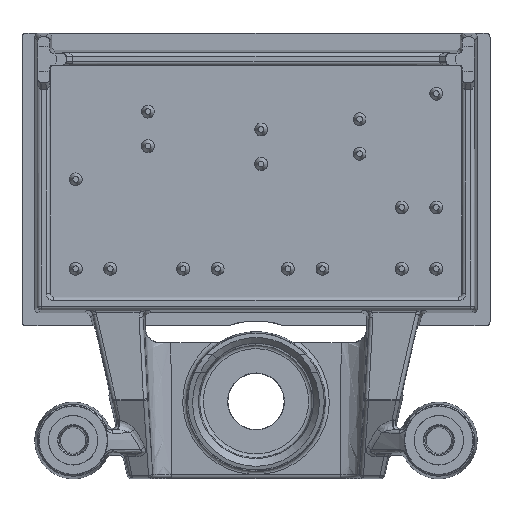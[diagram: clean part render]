
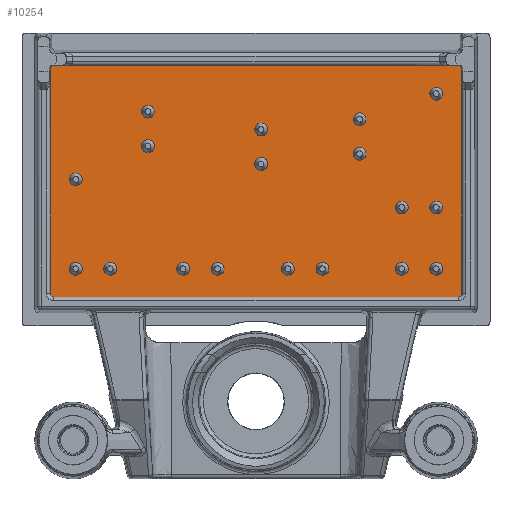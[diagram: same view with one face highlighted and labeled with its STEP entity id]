
A CAD part, top view. The second image highlights one B-rep face of the part: STEP entity #10254.
In plain terms, the highlighted planar face has unit normal (0, 0, 1).
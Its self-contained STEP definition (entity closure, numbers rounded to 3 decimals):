
#330=ELLIPSE('',#10906,0.3,0.3);
#331=ELLIPSE('',#10909,0.3,0.3);
#332=ELLIPSE('',#10912,0.3,0.3);
#333=ELLIPSE('',#10915,0.3,0.3);
#826=LINE('',#17355,#1272);
#829=LINE('',#17363,#1275);
#832=LINE('',#17371,#1278);
#835=LINE('',#17379,#1281);
#1272=VECTOR('',#12614,1000.);
#1275=VECTOR('',#12623,1000.);
#1278=VECTOR('',#12632,1000.);
#1281=VECTOR('',#12641,1000.);
#3456=ORIENTED_EDGE('',*,*,#4559,.F.);
#3457=ORIENTED_EDGE('',*,*,#4560,.F.);
#3458=ORIENTED_EDGE('',*,*,#4561,.F.);
#3459=ORIENTED_EDGE('',*,*,#4562,.F.);
#3460=ORIENTED_EDGE('',*,*,#4563,.F.);
#3461=ORIENTED_EDGE('',*,*,#4564,.F.);
#3462=ORIENTED_EDGE('',*,*,#4565,.F.);
#3463=ORIENTED_EDGE('',*,*,#4566,.F.);
#3464=ORIENTED_EDGE('',*,*,#4567,.F.);
#3465=ORIENTED_EDGE('',*,*,#4568,.F.);
#3466=ORIENTED_EDGE('',*,*,#4569,.F.);
#3467=ORIENTED_EDGE('',*,*,#4570,.F.);
#3468=ORIENTED_EDGE('',*,*,#4571,.F.);
#3469=ORIENTED_EDGE('',*,*,#4572,.F.);
#3470=ORIENTED_EDGE('',*,*,#4573,.F.);
#3471=ORIENTED_EDGE('',*,*,#4574,.F.);
#3472=ORIENTED_EDGE('',*,*,#4575,.F.);
#3473=ORIENTED_EDGE('',*,*,#4576,.F.);
#3474=ORIENTED_EDGE('',*,*,#4558,.T.);
#3475=ORIENTED_EDGE('',*,*,#4556,.F.);
#3476=ORIENTED_EDGE('',*,*,#4554,.F.);
#3477=ORIENTED_EDGE('',*,*,#4552,.F.);
#3478=ORIENTED_EDGE('',*,*,#4550,.F.);
#3479=ORIENTED_EDGE('',*,*,#4548,.T.);
#3480=ORIENTED_EDGE('',*,*,#4546,.T.);
#3481=ORIENTED_EDGE('',*,*,#4544,.T.);
#4544=EDGE_CURVE('',#5227,#5226,#826,.T.);
#4546=EDGE_CURVE('',#5228,#5227,#330,.F.);
#4548=EDGE_CURVE('',#5229,#5228,#829,.T.);
#4550=EDGE_CURVE('',#5229,#5230,#331,.F.);
#4552=EDGE_CURVE('',#5230,#5231,#832,.T.);
#4554=EDGE_CURVE('',#5231,#5232,#332,.F.);
#4556=EDGE_CURVE('',#5232,#5233,#835,.F.);
#4558=EDGE_CURVE('',#5226,#5233,#333,.F.);
#4559=EDGE_CURVE('',#5234,#5234,#5421,.F.);
#4560=EDGE_CURVE('',#5235,#5235,#5422,.F.);
#4561=EDGE_CURVE('',#5236,#5236,#5423,.F.);
#4562=EDGE_CURVE('',#5237,#5237,#5424,.F.);
#4563=EDGE_CURVE('',#5238,#5238,#5425,.F.);
#4564=EDGE_CURVE('',#5239,#5239,#5426,.F.);
#4565=EDGE_CURVE('',#5240,#5240,#5427,.F.);
#4566=EDGE_CURVE('',#5241,#5241,#5428,.F.);
#4567=EDGE_CURVE('',#5242,#5242,#5429,.F.);
#4568=EDGE_CURVE('',#5243,#5243,#5430,.F.);
#4569=EDGE_CURVE('',#5244,#5244,#5431,.F.);
#4570=EDGE_CURVE('',#5245,#5245,#5432,.F.);
#4571=EDGE_CURVE('',#5246,#5246,#5433,.F.);
#4572=EDGE_CURVE('',#5247,#5247,#5434,.F.);
#4573=EDGE_CURVE('',#5248,#5248,#5435,.F.);
#4574=EDGE_CURVE('',#5249,#5249,#5436,.F.);
#4575=EDGE_CURVE('',#5250,#5250,#5437,.F.);
#4576=EDGE_CURVE('',#5251,#5251,#5438,.F.);
#5226=VERTEX_POINT('',#17354);
#5227=VERTEX_POINT('',#17356);
#5228=VERTEX_POINT('',#17360);
#5229=VERTEX_POINT('',#17364);
#5230=VERTEX_POINT('',#17368);
#5231=VERTEX_POINT('',#17372);
#5232=VERTEX_POINT('',#17376);
#5233=VERTEX_POINT('',#17380);
#5234=VERTEX_POINT('',#17386);
#5235=VERTEX_POINT('',#17388);
#5236=VERTEX_POINT('',#17390);
#5237=VERTEX_POINT('',#17392);
#5238=VERTEX_POINT('',#17394);
#5239=VERTEX_POINT('',#17396);
#5240=VERTEX_POINT('',#17398);
#5241=VERTEX_POINT('',#17400);
#5242=VERTEX_POINT('',#17402);
#5243=VERTEX_POINT('',#17404);
#5244=VERTEX_POINT('',#17406);
#5245=VERTEX_POINT('',#17408);
#5246=VERTEX_POINT('',#17410);
#5247=VERTEX_POINT('',#17412);
#5248=VERTEX_POINT('',#17414);
#5249=VERTEX_POINT('',#17416);
#5250=VERTEX_POINT('',#17418);
#5251=VERTEX_POINT('',#17420);
#5421=CIRCLE('',#10917,0.5);
#5422=CIRCLE('',#10918,0.5);
#5423=CIRCLE('',#10919,0.5);
#5424=CIRCLE('',#10920,0.5);
#5425=CIRCLE('',#10921,0.5);
#5426=CIRCLE('',#10922,0.5);
#5427=CIRCLE('',#10923,0.5);
#5428=CIRCLE('',#10924,0.5);
#5429=CIRCLE('',#10925,0.5);
#5430=CIRCLE('',#10926,0.5);
#5431=CIRCLE('',#10927,0.5);
#5432=CIRCLE('',#10928,0.5);
#5433=CIRCLE('',#10929,0.5);
#5434=CIRCLE('',#10930,0.5);
#5435=CIRCLE('',#10931,0.5);
#5436=CIRCLE('',#10932,0.5);
#5437=CIRCLE('',#10933,0.5);
#5438=CIRCLE('',#10934,0.5);
#5901=EDGE_LOOP('',(#3456));
#5902=EDGE_LOOP('',(#3457));
#5903=EDGE_LOOP('',(#3458));
#5904=EDGE_LOOP('',(#3459));
#5905=EDGE_LOOP('',(#3460));
#5906=EDGE_LOOP('',(#3461));
#5907=EDGE_LOOP('',(#3462));
#5908=EDGE_LOOP('',(#3463));
#5909=EDGE_LOOP('',(#3464));
#5910=EDGE_LOOP('',(#3465));
#5911=EDGE_LOOP('',(#3466));
#5912=EDGE_LOOP('',(#3467));
#5913=EDGE_LOOP('',(#3468));
#5914=EDGE_LOOP('',(#3469));
#5915=EDGE_LOOP('',(#3470));
#5916=EDGE_LOOP('',(#3471));
#5917=EDGE_LOOP('',(#3472));
#5918=EDGE_LOOP('',(#3473));
#5919=EDGE_LOOP('',(#3474,#3475,#3476,#3477,#3478,#3479,#3480,#3481));
#6447=FACE_BOUND('',#5901,.T.);
#6448=FACE_BOUND('',#5902,.T.);
#6449=FACE_BOUND('',#5903,.T.);
#6450=FACE_BOUND('',#5904,.T.);
#6451=FACE_BOUND('',#5905,.T.);
#6452=FACE_BOUND('',#5906,.T.);
#6453=FACE_BOUND('',#5907,.T.);
#6454=FACE_BOUND('',#5908,.T.);
#6455=FACE_BOUND('',#5909,.T.);
#6456=FACE_BOUND('',#5910,.T.);
#6457=FACE_BOUND('',#5911,.T.);
#6458=FACE_BOUND('',#5912,.T.);
#6459=FACE_BOUND('',#5913,.T.);
#6460=FACE_BOUND('',#5914,.T.);
#6461=FACE_BOUND('',#5915,.T.);
#6462=FACE_BOUND('',#5916,.T.);
#6463=FACE_BOUND('',#5917,.T.);
#6464=FACE_BOUND('',#5918,.T.);
#6465=FACE_BOUND('',#5919,.T.);
#6712=PLANE('',#10916);
#10254=ADVANCED_FACE('',(#6447,#6448,#6449,#6450,#6451,#6452,#6453,#6454,
#6455,#6456,#6457,#6458,#6459,#6460,#6461,#6462,#6463,#6464,#6465),#6712,
 .F.);
#10906=AXIS2_PLACEMENT_3D('',#17359,#12618,#12619);
#10909=AXIS2_PLACEMENT_3D('',#17367,#12627,#12628);
#10912=AXIS2_PLACEMENT_3D('',#17375,#12636,#12637);
#10915=AXIS2_PLACEMENT_3D('',#17383,#12645,#12646);
#10916=AXIS2_PLACEMENT_3D('',#17384,#12647,#12648);
#10917=AXIS2_PLACEMENT_3D('',#17385,#12649,#12650);
#10918=AXIS2_PLACEMENT_3D('',#17387,#12651,#12652);
#10919=AXIS2_PLACEMENT_3D('',#17389,#12653,#12654);
#10920=AXIS2_PLACEMENT_3D('',#17391,#12655,#12656);
#10921=AXIS2_PLACEMENT_3D('',#17393,#12657,#12658);
#10922=AXIS2_PLACEMENT_3D('',#17395,#12659,#12660);
#10923=AXIS2_PLACEMENT_3D('',#17397,#12661,#12662);
#10924=AXIS2_PLACEMENT_3D('',#17399,#12663,#12664);
#10925=AXIS2_PLACEMENT_3D('',#17401,#12665,#12666);
#10926=AXIS2_PLACEMENT_3D('',#17403,#12667,#12668);
#10927=AXIS2_PLACEMENT_3D('',#17405,#12669,#12670);
#10928=AXIS2_PLACEMENT_3D('',#17407,#12671,#12672);
#10929=AXIS2_PLACEMENT_3D('',#17409,#12673,#12674);
#10930=AXIS2_PLACEMENT_3D('',#17411,#12675,#12676);
#10931=AXIS2_PLACEMENT_3D('',#17413,#12677,#12678);
#10932=AXIS2_PLACEMENT_3D('',#17415,#12679,#12680);
#10933=AXIS2_PLACEMENT_3D('',#17417,#12681,#12682);
#10934=AXIS2_PLACEMENT_3D('',#17419,#12683,#12684);
#12614=DIRECTION('',(0.,-1.,0.));
#12618=DIRECTION('',(0.,0.,-1.));
#12619=DIRECTION('',(-0.707,0.707,0.));
#12623=DIRECTION('',(-1.,0.,0.));
#12627=DIRECTION('',(0.,0.,1.));
#12628=DIRECTION('',(0.707,0.707,0.));
#12632=DIRECTION('',(0.,-1.,0.));
#12636=DIRECTION('',(0.,0.,1.));
#12637=DIRECTION('',(0.555,0.832,0.));
#12641=DIRECTION('',(1.,0.,0.));
#12645=DIRECTION('',(0.,0.,-1.));
#12646=DIRECTION('',(-0.555,0.832,0.));
#12647=DIRECTION('',(0.,0.,-1.));
#12648=DIRECTION('',(-1.,0.,0.));
#12649=DIRECTION('',(0.,0.,-1.));
#12650=DIRECTION('',(-1.,0.,0.));
#12651=DIRECTION('',(0.,0.,-1.));
#12652=DIRECTION('',(-1.,0.,0.));
#12653=DIRECTION('',(0.,0.,-1.));
#12654=DIRECTION('',(-1.,0.,0.));
#12655=DIRECTION('',(0.,0.,-1.));
#12656=DIRECTION('',(-1.,0.,0.));
#12657=DIRECTION('',(0.,0.,-1.));
#12658=DIRECTION('',(-1.,0.,0.));
#12659=DIRECTION('',(0.,0.,-1.));
#12660=DIRECTION('',(-1.,0.,0.));
#12661=DIRECTION('',(0.,0.,-1.));
#12662=DIRECTION('',(-1.,0.,0.));
#12663=DIRECTION('',(0.,0.,-1.));
#12664=DIRECTION('',(-1.,0.,0.));
#12665=DIRECTION('',(0.,0.,-1.));
#12666=DIRECTION('',(-1.,0.,0.));
#12667=DIRECTION('',(0.,0.,-1.));
#12668=DIRECTION('',(-1.,0.,0.));
#12669=DIRECTION('',(0.,0.,-1.));
#12670=DIRECTION('',(-1.,0.,0.));
#12671=DIRECTION('',(0.,0.,-1.));
#12672=DIRECTION('',(-1.,0.,0.));
#12673=DIRECTION('',(0.,0.,-1.));
#12674=DIRECTION('',(-1.,0.,0.));
#12675=DIRECTION('',(0.,0.,-1.));
#12676=DIRECTION('',(-1.,0.,0.));
#12677=DIRECTION('',(0.,0.,-1.));
#12678=DIRECTION('',(-1.,0.,0.));
#12679=DIRECTION('',(0.,0.,-1.));
#12680=DIRECTION('',(-1.,0.,0.));
#12681=DIRECTION('',(0.,0.,-1.));
#12682=DIRECTION('',(-1.,0.,0.));
#12683=DIRECTION('',(0.,0.,-1.));
#12684=DIRECTION('',(-1.,0.,0.));
#17354=CARTESIAN_POINT('',(-16.109,-8.758,10.));
#17355=CARTESIAN_POINT('',(-16.109,0.643,10.));
#17356=CARTESIAN_POINT('',(-16.109,8.759,10.));
#17359=CARTESIAN_POINT('',(-15.809,8.759,10.));
#17360=CARTESIAN_POINT('',(-15.809,9.059,10.));
#17363=CARTESIAN_POINT('',(-9.023,9.059,10.));
#17364=CARTESIAN_POINT('',(15.809,9.059,10.));
#17367=CARTESIAN_POINT('',(15.809,8.759,10.));
#17368=CARTESIAN_POINT('',(16.109,8.759,10.));
#17371=CARTESIAN_POINT('',(16.109,0.643,10.));
#17372=CARTESIAN_POINT('',(16.109,-8.758,10.));
#17375=CARTESIAN_POINT('',(15.809,-8.758,10.));
#17376=CARTESIAN_POINT('',(15.809,-9.058,10.));
#17379=CARTESIAN_POINT('',(0.,-9.058,10.));
#17380=CARTESIAN_POINT('',(-15.809,-9.058,10.));
#17383=CARTESIAN_POINT('',(-15.809,-8.758,10.));
#17384=CARTESIAN_POINT('',(0.,0.,10.));
#17385=CARTESIAN_POINT('',(-14.1,-6.85,10.));
#17386=CARTESIAN_POINT('',(-14.6,-6.85,10.));
#17387=CARTESIAN_POINT('',(-8.45,5.45,10.));
#17388=CARTESIAN_POINT('',(-8.95,5.45,10.));
#17389=CARTESIAN_POINT('',(14.1,-2.05,10.));
#17390=CARTESIAN_POINT('',(13.6,-2.05,10.));
#17391=CARTESIAN_POINT('',(11.4,-2.05,10.));
#17392=CARTESIAN_POINT('',(10.9,-2.05,10.));
#17393=CARTESIAN_POINT('',(0.4,4.05,10.));
#17394=CARTESIAN_POINT('',(-0.1,4.05,10.));
#17395=CARTESIAN_POINT('',(0.4,1.35,10.));
#17396=CARTESIAN_POINT('',(-0.1,1.35,10.));
#17397=CARTESIAN_POINT('',(8.1,2.15,10.));
#17398=CARTESIAN_POINT('',(7.6,2.15,10.));
#17399=CARTESIAN_POINT('',(8.1,4.85,10.));
#17400=CARTESIAN_POINT('',(7.6,4.85,10.));
#17401=CARTESIAN_POINT('',(14.1,6.85,10.));
#17402=CARTESIAN_POINT('',(13.6,6.85,10.));
#17403=CARTESIAN_POINT('',(-14.1,0.15,10.));
#17404=CARTESIAN_POINT('',(-14.6,0.15,10.));
#17405=CARTESIAN_POINT('',(-8.45,2.75,10.));
#17406=CARTESIAN_POINT('',(-8.95,2.75,10.));
#17407=CARTESIAN_POINT('',(14.1,-6.85,10.));
#17408=CARTESIAN_POINT('',(13.6,-6.85,10.));
#17409=CARTESIAN_POINT('',(11.4,-6.85,10.));
#17410=CARTESIAN_POINT('',(10.9,-6.85,10.));
#17411=CARTESIAN_POINT('',(2.5,-6.85,10.));
#17412=CARTESIAN_POINT('',(2.,-6.85,10.));
#17413=CARTESIAN_POINT('',(-5.7,-6.85,10.));
#17414=CARTESIAN_POINT('',(-6.2,-6.85,10.));
#17415=CARTESIAN_POINT('',(-11.4,-6.85,10.));
#17416=CARTESIAN_POINT('',(-11.9,-6.85,10.));
#17417=CARTESIAN_POINT('',(-3.,-6.85,10.));
#17418=CARTESIAN_POINT('',(-3.5,-6.85,10.));
#17419=CARTESIAN_POINT('',(5.2,-6.85,10.));
#17420=CARTESIAN_POINT('',(4.7,-6.85,10.));
